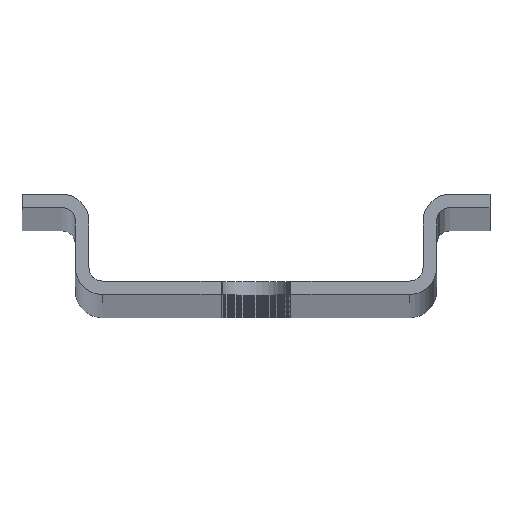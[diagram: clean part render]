
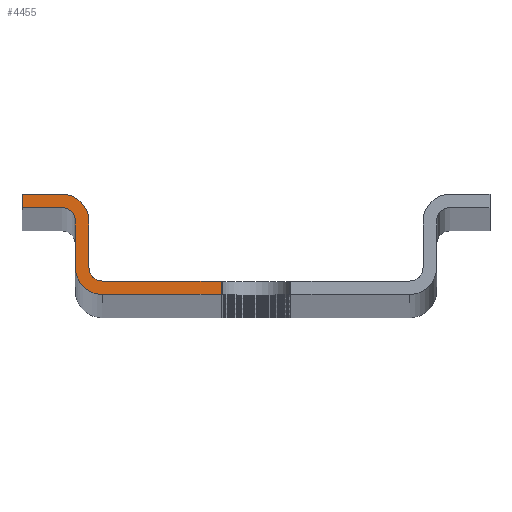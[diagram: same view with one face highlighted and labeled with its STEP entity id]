
A CAD part, top view. The second image highlights one B-rep face of the part: STEP entity #4455.
In plain terms, the highlighted planar face has unit normal (0, 0, 1).
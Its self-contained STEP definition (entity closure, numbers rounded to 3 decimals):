
#90=CARTESIAN_POINT('',(-11.5,2.,1000.));
#91=DIRECTION('',(0.,0.,-1.));
#92=DIRECTION('',(0.,-1.,0.));
#93=AXIS2_PLACEMENT_3D('',#90,#91,#92);
#1578=DIRECTION('',(0.,1.,0.));
#1579=VECTOR('',#1578,1.);
#1580=CARTESIAN_POINT('',(-2.53,0.,1000.));
#1581=LINE('',#1580,#1579);
#1582=DIRECTION('',(1.,0.,0.));
#1583=VECTOR('',#1582,8.97);
#1584=CARTESIAN_POINT('',(-11.5,0.,1000.));
#1585=LINE('',#1584,#1583);
#1586=CARTESIAN_POINT('',(-11.5,2.,1000.));
#1587=DIRECTION('',(0.,0.,1.));
#1588=DIRECTION('',(-1.,0.,0.));
#1589=AXIS2_PLACEMENT_3D('',#1586,#1587,#1588);
#1591=DIRECTION('',(0.,1.,0.));
#1592=VECTOR('',#1591,3.5);
#1593=CARTESIAN_POINT('',(-13.5,2.,1000.));
#1594=LINE('',#1593,#1592);
#1595=DIRECTION('',(1.,0.,0.));
#1596=VECTOR('',#1595,3.);
#1597=CARTESIAN_POINT('',(-17.5,6.5,1000.));
#1598=LINE('',#1597,#1596);
#1599=DIRECTION('',(0.,-1.,0.));
#1600=VECTOR('',#1599,1.);
#1601=CARTESIAN_POINT('',(-17.5,7.5,1000.));
#1602=LINE('',#1601,#1600);
#1603=DIRECTION('',(-1.,0.,0.));
#1604=VECTOR('',#1603,3.);
#1605=CARTESIAN_POINT('',(-14.5,7.5,1000.));
#1606=LINE('',#1605,#1604);
#1607=CARTESIAN_POINT('',(-14.5,5.5,1000.));
#1608=DIRECTION('',(0.,0.,1.));
#1609=DIRECTION('',(1.,0.,0.));
#1610=AXIS2_PLACEMENT_3D('',#1607,#1608,#1609);
#1612=DIRECTION('',(0.,-1.,0.));
#1613=VECTOR('',#1612,3.5);
#1614=CARTESIAN_POINT('',(-12.5,5.5,1000.));
#1615=LINE('',#1614,#1613);
#1616=DIRECTION('',(1.,0.,0.));
#1617=VECTOR('',#1616,8.97);
#1618=CARTESIAN_POINT('',(-11.5,1.,1000.));
#1619=LINE('',#1618,#1617);
#1670=CARTESIAN_POINT('',(-14.5,5.5,1000.));
#1671=DIRECTION('',(0.,0.,-1.));
#1672=DIRECTION('',(0.,1.,0.));
#1673=AXIS2_PLACEMENT_3D('',#1670,#1671,#1672);
#1757=CARTESIAN_POINT('',(-17.5,7.5,1000.));
#1759=VERTEX_POINT('',#1757);
#1765=CARTESIAN_POINT('',(-17.5,6.5,1000.));
#1767=VERTEX_POINT('',#1765);
#1768=CARTESIAN_POINT('',(-14.5,6.5,1000.));
#1770=VERTEX_POINT('',#1768);
#1772=CARTESIAN_POINT('',(-13.5,5.5,1000.));
#1774=VERTEX_POINT('',#1772);
#1784=CARTESIAN_POINT('',(-11.5,1.,1000.));
#1786=VERTEX_POINT('',#1784);
#1788=CARTESIAN_POINT('',(-12.5,2.,1000.));
#1790=VERTEX_POINT('',#1788);
#1804=CARTESIAN_POINT('',(-12.5,5.5,1000.));
#1805=VERTEX_POINT('',#1804);
#1806=CARTESIAN_POINT('',(-14.5,7.5,1000.));
#1807=VERTEX_POINT('',#1806);
#1820=CARTESIAN_POINT('',(-13.5,2.,1000.));
#1821=VERTEX_POINT('',#1820);
#1822=CARTESIAN_POINT('',(-11.5,0.,1000.));
#1823=VERTEX_POINT('',#1822);
#2264=CARTESIAN_POINT('',(-2.53,0.,1000.));
#2265=CARTESIAN_POINT('',(-2.53,1.,1000.));
#2266=VERTEX_POINT('',#2264);
#2267=VERTEX_POINT('',#2265);
#4430=CARTESIAN_POINT('',(0.,0.,1000.));
#4431=DIRECTION('',(0.,0.,1.));
#4432=DIRECTION('',(1.,0.,0.));
#4433=AXIS2_PLACEMENT_3D('',#4430,#4431,#4432);
#4434=PLANE('',#4433);
#4435=ORIENTED_EDGE('',*,*,#4408,.F.);
#4436=ORIENTED_EDGE('',*,*,#2708,.F.);
#4438=ORIENTED_EDGE('',*,*,#4437,.F.);
#4440=ORIENTED_EDGE('',*,*,#4439,.T.);
#4442=ORIENTED_EDGE('',*,*,#4441,.F.);
#4444=ORIENTED_EDGE('',*,*,#4443,.F.);
#4446=ORIENTED_EDGE('',*,*,#4445,.F.);
#4448=ORIENTED_EDGE('',*,*,#4447,.F.);
#4449=ORIENTED_EDGE('',*,*,#2344,.F.);
#4450=ORIENTED_EDGE('',*,*,#2360,.T.);
#4451=ORIENTED_EDGE('',*,*,#2372,.F.);
#4452=ORIENTED_EDGE('',*,*,#2390,.T.);
#4453=EDGE_LOOP('',(#4435,#4436,#4438,#4440,#4442,#4444,#4446,#4448,#4449,#4450,
#4451,#4452));
#4454=FACE_OUTER_BOUND('',#4453,.F.);
#4455=ADVANCED_FACE('',(#4454),#4434,.T.);
#94=CIRCLE('',#93,1.);
#1590=CIRCLE('',#1589,2.);
#1611=CIRCLE('',#1610,2.);
#1674=CIRCLE('',#1673,1.);
#2344=EDGE_CURVE('',#1805,#1807,#1611,.T.);
#2360=EDGE_CURVE('',#1805,#1790,#1615,.T.);
#2372=EDGE_CURVE('',#1786,#1790,#94,.T.);
#2390=EDGE_CURVE('',#1786,#2267,#1619,.T.);
#2708=EDGE_CURVE('',#1823,#2266,#1585,.T.);
#4408=EDGE_CURVE('',#2266,#2267,#1581,.T.);
#4437=EDGE_CURVE('',#1821,#1823,#1590,.T.);
#4439=EDGE_CURVE('',#1821,#1774,#1594,.T.);
#4441=EDGE_CURVE('',#1770,#1774,#1674,.T.);
#4443=EDGE_CURVE('',#1767,#1770,#1598,.T.);
#4445=EDGE_CURVE('',#1759,#1767,#1602,.T.);
#4447=EDGE_CURVE('',#1807,#1759,#1606,.T.);
